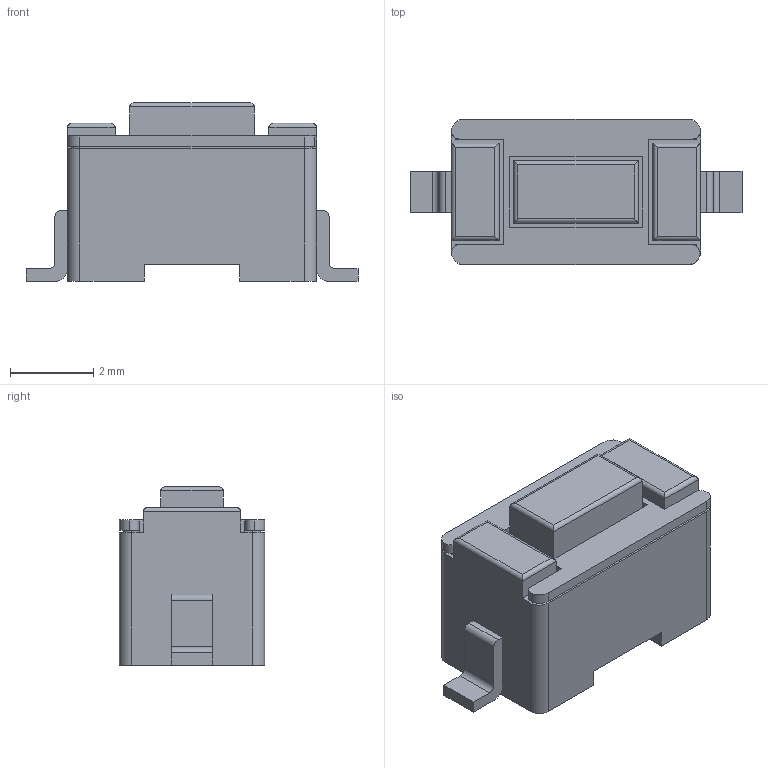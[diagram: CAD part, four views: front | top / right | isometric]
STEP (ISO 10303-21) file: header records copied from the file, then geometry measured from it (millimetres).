
FILE_DESCRIPTION(('FreeCAD Model'),'2;1');
FILE_NAME('tact_sw_smd_small.step','2016-12-09T17:03:27',('Author'),(''), 'Open CASCADE STEP processor 6.8','FreeCAD','Unknown');
FILE_SCHEMA(('AUTOMOTIVE_DESIGN_CC2 { 1 2 10303 214 -1 1 5 4 }'));
Length unit declared in the file: millimetre
Products named in the file (2): ASSEMBLY; push_sw_smd
Assembly tree (1 placements, depth 2):
  ASSEMBLY
    push_sw_smd
Bounding box: 8 x 3.5 x 4.3 mm (x, y, z)
Volume: 75.9 mm3; surface area: 139.2 mm2
Topology: 1 solids, 1 shells, 97 faces, 254 edges, 164 vertices
Faces by surface type: plane 63, cylinder 34
Entity records: 10053 total; most frequent: CARTESIAN_POINT 4385, DIRECTION 880, LINE 514, VECTOR 514, ORIENTED_EDGE 508, PCURVE 508, DEFINITIONAL_REPRESENTATION 508, EDGE_CURVE 254
